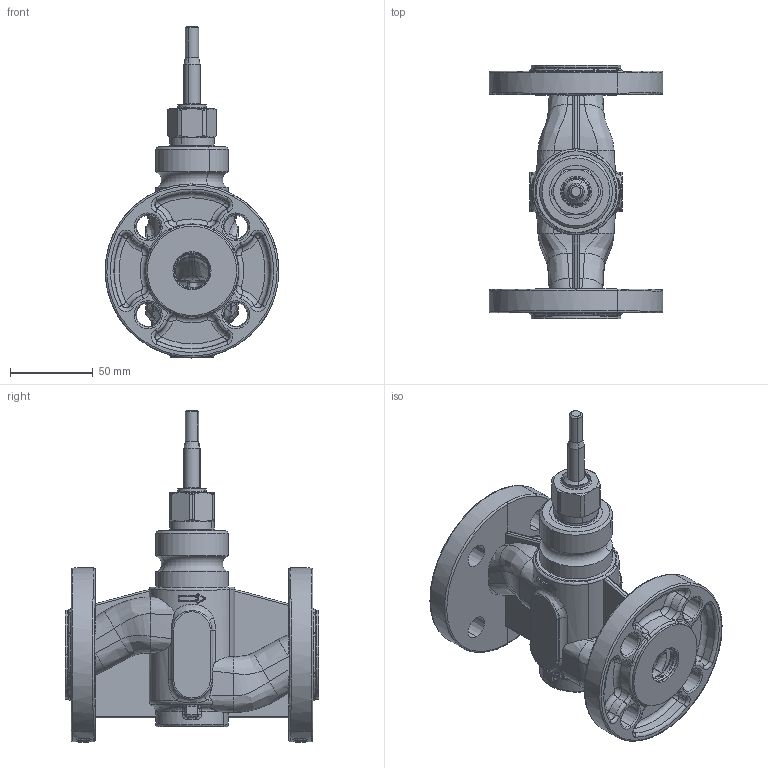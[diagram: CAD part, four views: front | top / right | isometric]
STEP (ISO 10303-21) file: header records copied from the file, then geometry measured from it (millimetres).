
FILE_DESCRIPTION(('CATIA V5 STEP Exchange','CAx-IF Rec.Pracs.--- Model Styling and Organization---1.5--- 2016-08-15','CAx-IF Rec.Pracs.---Supplemental Geometry---1.0---2011-11-01','CAx-IF Rec.Pracs.--- Composite Materials ---1.1---2010-07-15'),'2;1');
FILE_NAME('VLA325 DN20_241015.stp','2024-10-15T08:20:33+00:00',('none'),('none'),'CATIA Version 5-6 Release 2023','CATIA V5 STEP AP214 v2','none');
FILE_SCHEMA(('AUTOMOTIVE_DESIGN { 1 0 10303 214 1 1 1 1 }'));
Products named in the file (12): 6211s5; 954-1367s1; 953-1008; 954-1363; 954-1362; fett; 954-1388; 954-1354; 98001820; 6001; 954-1335; 6108-02
Assembly tree (14 placements, depth 3):
  6211s5
    954-1367s1
      953-1008
      954-1363  x2
      954-1362  x2
      fett
      954-1388
    954-1354
    98001820
    6001
    954-1335
    6108-02  x2
Bounding box: 104.97 x 153 x 200.7 mm (x, y, z)
Volume: 352031.3 mm3; surface area: 138564.7 mm2
Topology: 13 solids, 13 shells, 1261 faces, 2928 edges, 1671 vertices
Faces by surface type: bspline 446, torus 275, cylinder 214, cone 161, plane 113, sphere 28, extrusion 24
Entity records: 68773 total; most frequent: CARTESIAN_POINT 45746, ORIENTED_EDGE 5688, EDGE_CURVE 2844, DIRECTION 2760, AXIS2_PLACEMENT_3D 1655, VERTEX_POINT 1643, B_SPLINE_CURVE_WITH_KNOTS 1358, EDGE_LOOP 1285
